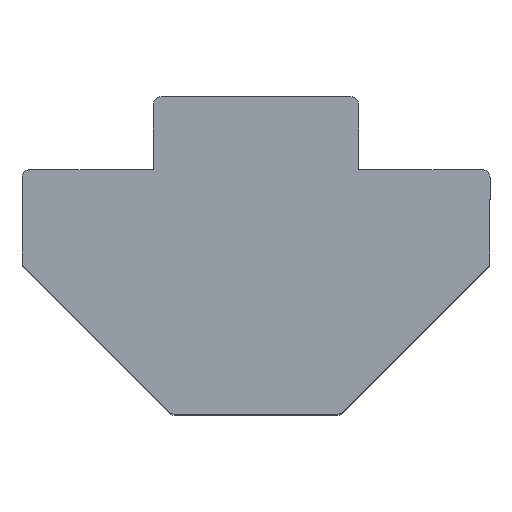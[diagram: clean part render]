
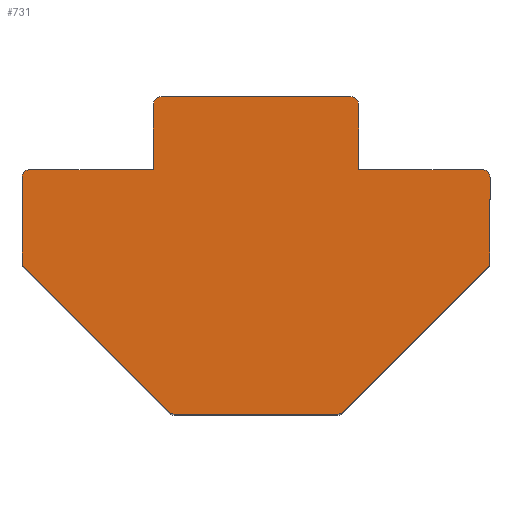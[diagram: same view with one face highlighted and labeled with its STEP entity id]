
A CAD part, top view. The second image highlights one B-rep face of the part: STEP entity #731.
In plain terms, the highlighted planar face has unit normal (0, 0, 1).
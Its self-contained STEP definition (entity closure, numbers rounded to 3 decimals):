
#4 = CIRCLE ( 'NONE', #105, 0.3 ) ;
#8 = ORIENTED_EDGE ( 'NONE', *, *, #701, .T. ) ;
#16 = VERTEX_POINT ( 'NONE', #852 ) ;
#17 = DIRECTION ( 'NONE',  ( 1., 0., 0. ) ) ;
#44 = LINE ( 'NONE', #206, #431 ) ;
#49 = EDGE_CURVE ( 'NONE', #613, #353, #317, .T. ) ;
#54 = VERTEX_POINT ( 'NONE', #109 ) ;
#57 = CARTESIAN_POINT ( 'NONE',  ( -3.65, 12.2, 25. ) ) ;
#65 = AXIS2_PLACEMENT_3D ( 'NONE', #249, #722, #328 ) ;
#67 = ORIENTED_EDGE ( 'NONE', *, *, #304, .T. ) ;
#75 = LINE ( 'NONE', #324, #763 ) ;
#82 = EDGE_CURVE ( 'NONE', #353, #86, #509, .T. ) ;
#85 = ORIENTED_EDGE ( 'NONE', *, *, #113, .T. ) ;
#86 = VERTEX_POINT ( 'NONE', #673 ) ;
#92 = CARTESIAN_POINT ( 'NONE',  ( 3.95, 9.4, 25. ) ) ;
#93 = CARTESIAN_POINT ( 'NONE',  ( -3.65, 11.9, 25. ) ) ;
#95 = VECTOR ( 'NONE', #764, 1000. ) ;
#105 = AXIS2_PLACEMENT_3D ( 'NONE', #357, #809, #427 ) ;
#109 = CARTESIAN_POINT ( 'NONE',  ( -3.149, 0., 25. ) ) ;
#113 = EDGE_CURVE ( 'NONE', #458, #211, #136, .T. ) ;
#115 = VECTOR ( 'NONE', #629, 1000. ) ;
#122 = VERTEX_POINT ( 'NONE', #705 ) ;
#136 = LINE ( 'NONE', #308, #95 ) ;
#140 = EDGE_CURVE ( 'NONE', #86, #505, #204, .T. ) ;
#151 = DIRECTION ( 'NONE',  ( 0., 1., 0. ) ) ;
#153 = AXIS2_PLACEMENT_3D ( 'NONE', #93, #588, #166 ) ;
#158 = CARTESIAN_POINT ( 'NONE',  ( -8.7, 5.845, 25. ) ) ;
#160 = CIRCLE ( 'NONE', #65, 0.3 ) ;
#165 = DIRECTION ( 'NONE',  ( 0., 1., 0. ) ) ;
#166 = DIRECTION ( 'NONE',  ( 1., 0., 0. ) ) ;
#167 = CARTESIAN_POINT ( 'NONE',  ( -8.7, 5.845, 25. ) ) ;
#170 = CARTESIAN_POINT ( 'NONE',  ( 3.65, 11.9, 25. ) ) ;
#171 = LINE ( 'NONE', #57, #681 ) ;
#173 = AXIS2_PLACEMENT_3D ( 'NONE', #188, #672, #265 ) ;
#183 = EDGE_CURVE ( 'NONE', #505, #679, #4, .T. ) ;
#188 = CARTESIAN_POINT ( 'NONE',  ( -3.149, 0.3, 25. ) ) ;
#204 = LINE ( 'NONE', #640, #464 ) ;
#206 = CARTESIAN_POINT ( 'NONE',  ( 3.149, 0., 25. ) ) ;
#211 = VERTEX_POINT ( 'NONE', #363 ) ;
#217 = CARTESIAN_POINT ( 'NONE',  ( 3.149, 0., 25. ) ) ;
#221 = VECTOR ( 'NONE', #165, 1000. ) ;
#222 = VERTEX_POINT ( 'NONE', #448 ) ;
#229 = AXIS2_PLACEMENT_3D ( 'NONE', #303, #761, #379 ) ;
#235 = DIRECTION ( 'NONE',  ( 1., 0., 0. ) ) ;
#243 = DIRECTION ( 'NONE',  ( 1., 0., 0. ) ) ;
#249 = CARTESIAN_POINT ( 'NONE',  ( 3.149, 0.3, 25. ) ) ;
#259 = EDGE_CURVE ( 'NONE', #679, #540, #446, .T. ) ;
#262 = CARTESIAN_POINT ( 'NONE',  ( 3.362, 0.088, 25. ) ) ;
#265 = DIRECTION ( 'NONE',  ( -1., 0., 0. ) ) ;
#292 = EDGE_CURVE ( 'NONE', #540, #222, #620, .T. ) ;
#299 = ORIENTED_EDGE ( 'NONE', *, *, #292, .T. ) ;
#303 = CARTESIAN_POINT ( 'NONE',  ( 8.7, 5.845, 25. ) ) ;
#304 = EDGE_CURVE ( 'NONE', #222, #16, #575, .T. ) ;
#308 = CARTESIAN_POINT ( 'NONE',  ( -8.912, 5.632, 25. ) ) ;
#312 = DIRECTION ( 'NONE',  ( -1., 0., 0. ) ) ;
#313 = CARTESIAN_POINT ( 'NONE',  ( 8.7, 9.4, 25. ) ) ;
#317 = LINE ( 'NONE', #429, #820 ) ;
#320 = VERTEX_POINT ( 'NONE', #425 ) ;
#323 = VERTEX_POINT ( 'NONE', #501 ) ;
#324 = CARTESIAN_POINT ( 'NONE',  ( -8.7, 9.4, 25. ) ) ;
#326 = AXIS2_PLACEMENT_3D ( 'NONE', #167, #655, #243 ) ;
#328 = DIRECTION ( 'NONE',  ( 1., 0., 0. ) ) ;
#337 = CARTESIAN_POINT ( 'NONE',  ( 8.7, 9.4, 25. ) ) ;
#351 = EDGE_CURVE ( 'NONE', #16, #868, #171, .T. ) ;
#353 = VERTEX_POINT ( 'NONE', #689 ) ;
#357 = CARTESIAN_POINT ( 'NONE',  ( 8.7, 9.1, 25. ) ) ;
#363 = CARTESIAN_POINT ( 'NONE',  ( -3.361, 0.088, 25. ) ) ;
#371 = VERTEX_POINT ( 'NONE', #217 ) ;
#377 = EDGE_CURVE ( 'NONE', #868, #122, #513, .T. ) ;
#379 = DIRECTION ( 'NONE',  ( -1., 0., 0. ) ) ;
#390 = CIRCLE ( 'NONE', #326, 0.3 ) ;
#393 = EDGE_CURVE ( 'NONE', #122, #323, #638, .T. ) ;
#400 = ORIENTED_EDGE ( 'NONE', *, *, #259, .T. ) ;
#409 = ORIENTED_EDGE ( 'NONE', *, *, #410, .T. ) ;
#410 = EDGE_CURVE ( 'NONE', #323, #534, #75, .T. ) ;
#416 = EDGE_CURVE ( 'NONE', #371, #613, #160, .T. ) ;
#425 = CARTESIAN_POINT ( 'NONE',  ( -9., 5.845, 25. ) ) ;
#426 = EDGE_CURVE ( 'NONE', #534, #811, #863, .T. ) ;
#427 = DIRECTION ( 'NONE',  ( -1., 0., 0. ) ) ;
#429 = CARTESIAN_POINT ( 'NONE',  ( 8.874, 5.6, 25. ) ) ;
#431 = VECTOR ( 'NONE', #17, 1000. ) ;
#433 = CARTESIAN_POINT ( 'NONE',  ( -8.7, 9.1, 25. ) ) ;
#438 = EDGE_CURVE ( 'NONE', #811, #320, #676, .T. ) ;
#446 = LINE ( 'NONE', #313, #476 ) ;
#448 = CARTESIAN_POINT ( 'NONE',  ( 3.95, 11.9, 25. ) ) ;
#453 = PLANE ( 'NONE',  #845 ) ;
#458 = VERTEX_POINT ( 'NONE', #883 ) ;
#460 = ORIENTED_EDGE ( 'NONE', *, *, #183, .T. ) ;
#464 = VECTOR ( 'NONE', #151, 1000. ) ;
#465 = DIRECTION ( 'NONE',  ( 0., -1., 0. ) ) ;
#471 = EDGE_CURVE ( 'NONE', #211, #54, #634, .T. ) ;
#475 = VECTOR ( 'NONE', #465, 1000. ) ;
#476 = VECTOR ( 'NONE', #767, 1000. ) ;
#479 = ORIENTED_EDGE ( 'NONE', *, *, #438, .T. ) ;
#494 = AXIS2_PLACEMENT_3D ( 'NONE', #170, #658, #312 ) ;
#497 = CARTESIAN_POINT ( 'NONE',  ( -8.7, 9.4, 25. ) ) ;
#501 = CARTESIAN_POINT ( 'NONE',  ( -3.95, 9.4, 25. ) ) ;
#504 = DIRECTION ( 'NONE',  ( -1., 0., 0. ) ) ;
#505 = VERTEX_POINT ( 'NONE', #801 ) ;
#507 = DIRECTION ( 'NONE',  ( 1., 0., 0. ) ) ;
#509 = CIRCLE ( 'NONE', #229, 0.3 ) ;
#513 = CIRCLE ( 'NONE', #153, 0.3 ) ;
#534 = VERTEX_POINT ( 'NONE', #497 ) ;
#540 = VERTEX_POINT ( 'NONE', #560 ) ;
#541 = ORIENTED_EDGE ( 'NONE', *, *, #82, .T. ) ;
#560 = CARTESIAN_POINT ( 'NONE',  ( 3.95, 9.4, 25. ) ) ;
#569 = CARTESIAN_POINT ( 'NONE',  ( -9., 5.845, 25. ) ) ;
#575 = CIRCLE ( 'NONE', #494, 0.3 ) ;
#581 = ORIENTED_EDGE ( 'NONE', *, *, #471, .T. ) ;
#585 = FACE_OUTER_BOUND ( 'NONE', #760, .T. ) ;
#588 = DIRECTION ( 'NONE',  ( 0., 0., 1. ) ) ;
#613 = VERTEX_POINT ( 'NONE', #262 ) ;
#620 = LINE ( 'NONE', #92, #221 ) ;
#629 = DIRECTION ( 'NONE',  ( 0., -1., 0. ) ) ;
#634 = CIRCLE ( 'NONE', #173, 0.3 ) ;
#638 = LINE ( 'NONE', #654, #475 ) ;
#640 = CARTESIAN_POINT ( 'NONE',  ( 9., 5.845, 25. ) ) ;
#641 = ORIENTED_EDGE ( 'NONE', *, *, #416, .T. ) ;
#643 = CARTESIAN_POINT ( 'NONE',  ( -3.65, 12.2, 25. ) ) ;
#647 = DIRECTION ( 'NONE',  ( 0., 0., 1. ) ) ;
#654 = CARTESIAN_POINT ( 'NONE',  ( -3.95, 9.4, 25. ) ) ;
#655 = DIRECTION ( 'NONE',  ( 0., 0., 1. ) ) ;
#657 = ORIENTED_EDGE ( 'NONE', *, *, #140, .T. ) ;
#658 = DIRECTION ( 'NONE',  ( 0., 0., 1. ) ) ;
#672 = DIRECTION ( 'NONE',  ( 0., 0., 1. ) ) ;
#673 = CARTESIAN_POINT ( 'NONE',  ( 9., 5.845, 25. ) ) ;
#676 = LINE ( 'NONE', #569, #115 ) ;
#679 = VERTEX_POINT ( 'NONE', #337 ) ;
#681 = VECTOR ( 'NONE', #504, 1000. ) ;
#685 = ORIENTED_EDGE ( 'NONE', *, *, #377, .T. ) ;
#689 = CARTESIAN_POINT ( 'NONE',  ( 8.874, 5.6, 25. ) ) ;
#701 = EDGE_CURVE ( 'NONE', #54, #371, #44, .T. ) ;
#705 = CARTESIAN_POINT ( 'NONE',  ( -3.95, 11.9, 25. ) ) ;
#712 = ORIENTED_EDGE ( 'NONE', *, *, #351, .T. ) ;
#716 = ORIENTED_EDGE ( 'NONE', *, *, #49, .T. ) ;
#718 = DIRECTION ( 'NONE',  ( -1., 0., 0. ) ) ;
#722 = DIRECTION ( 'NONE',  ( 0., 0., 1. ) ) ;
#725 = ORIENTED_EDGE ( 'NONE', *, *, #426, .T. ) ;
#730 = DIRECTION ( 'NONE',  ( 0.707, 0.707, 0. ) ) ;
#731 = ADVANCED_FACE ( 'NONE', ( #585 ), #453, .T. ) ;
#760 = EDGE_LOOP ( 'NONE', ( #853, #85, #581, #8, #641, #716, #541, #657, #460, #400, #299, #67, #712, #685, #791, #409, #725, #479 ) ) ;
#761 = DIRECTION ( 'NONE',  ( 0., 0., 1. ) ) ;
#763 = VECTOR ( 'NONE', #718, 1000. ) ;
#764 = DIRECTION ( 'NONE',  ( 0.707, -0.707, 0. ) ) ;
#767 = DIRECTION ( 'NONE',  ( -1., 0., 0. ) ) ;
#791 = ORIENTED_EDGE ( 'NONE', *, *, #393, .T. ) ;
#801 = CARTESIAN_POINT ( 'NONE',  ( 9., 9.1, 25. ) ) ;
#809 = DIRECTION ( 'NONE',  ( 0., 0., 1. ) ) ;
#811 = VERTEX_POINT ( 'NONE', #839 ) ;
#813 = EDGE_CURVE ( 'NONE', #320, #458, #390, .T. ) ;
#820 = VECTOR ( 'NONE', #730, 1000. ) ;
#839 = CARTESIAN_POINT ( 'NONE',  ( -9., 9.1, 25. ) ) ;
#845 = AXIS2_PLACEMENT_3D ( 'NONE', #158, #647, #235 ) ;
#852 = CARTESIAN_POINT ( 'NONE',  ( 3.65, 12.2, 25. ) ) ;
#853 = ORIENTED_EDGE ( 'NONE', *, *, #813, .T. ) ;
#857 = AXIS2_PLACEMENT_3D ( 'NONE', #433, #880, #507 ) ;
#863 = CIRCLE ( 'NONE', #857, 0.3 ) ;
#868 = VERTEX_POINT ( 'NONE', #643 ) ;
#880 = DIRECTION ( 'NONE',  ( 0., 0., 1. ) ) ;
#883 = CARTESIAN_POINT ( 'NONE',  ( -8.912, 5.632, 25. ) ) ;
